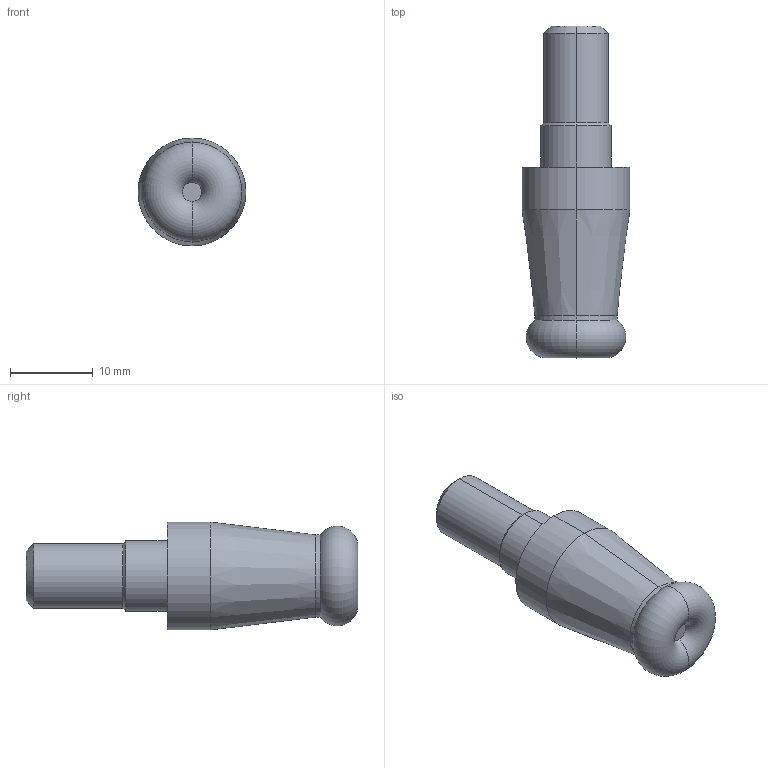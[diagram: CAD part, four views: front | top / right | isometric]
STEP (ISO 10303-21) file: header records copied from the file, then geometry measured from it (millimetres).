
FILE_DESCRIPTION (( 'STEP AP203' ), '1' );
FILE_NAME ('S809-12-23-03-05-.STEP', '2019-04-04T13:06:53', ( '' ), ( '' ), 'SwSTEP 2.0', 'SolidWorks 2018', '' );
FILE_SCHEMA (( 'CONFIG_CONTROL_DESIGN' ));
Length unit declared in the file: millimetre
Products named in the file (1): S809-12-23-03-05-
Bounding box: 13 x 40 x 13 mm (x, y, z)
Volume: 3316.4 mm3; surface area: 1505.8 mm2
Topology: 1 solids, 1 shells, 23 faces, 46 edges, 25 vertices
Faces by surface type: cylinder 8, cone 8, plane 3, bspline 2, torus 2
Entity records: 681 total; most frequent: CARTESIAN_POINT 123, DIRECTION 116, ORIENTED_EDGE 88, AXIS2_PLACEMENT_3D 50, EDGE_CURVE 44, CIRCLE 28, EDGE_LOOP 25, VERTEX_POINT 25
